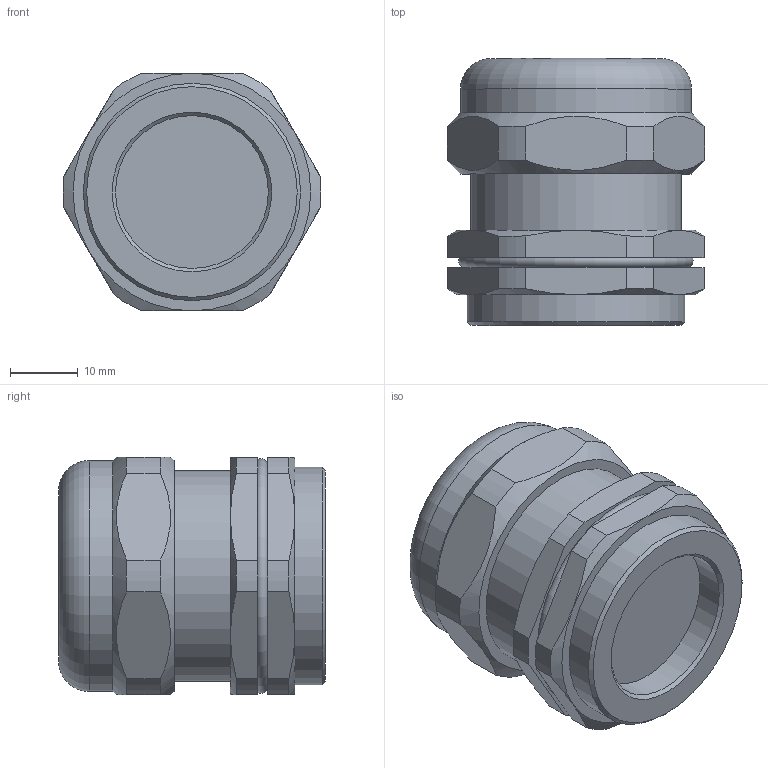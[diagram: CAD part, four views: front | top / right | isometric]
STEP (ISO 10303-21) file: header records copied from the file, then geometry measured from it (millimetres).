
FILE_DESCRIPTION(/* description */ (''),/* implementation_level */ '2;1');
FILE_NAME(/* name */ 'ГОФРОМАТИК ВК-НР-M32-22-L10.stp',/* time_stamp */ '2023-04-28T11:43:35+07:00',/* author */ ('zeta-09'),/* organization */ (''),/* preprocessor_version */ 'ST-DEVELOPER v18.1',/* originating_system */ 'Autodesk Inventor 2021',/* authorisation */ '');
FILE_SCHEMA (('AUTOMOTIVE_DESIGN { 1 0 10303 214 3 1 1 }'));
Length unit declared in the file: millimetre
Products named in the file (1): Деталь11
Bounding box: 37.98 x 39.29 x 35 mm (x, y, z)
Volume: 33545.1 mm3; surface area: 7340 mm2
Topology: 1 solids, 1 shells, 71 faces, 170 edges, 108 vertices
Faces by surface type: plane 28, cylinder 23, cone 17, torus 3
Full cylindrical faces by diameter (mm): 22.5 x1, 31 x2, 32 x1, 34 x1
Entity records: 2175 total; most frequent: CARTESIAN_POINT 422, DIRECTION 354, ORIENTED_EDGE 340, EDGE_CURVE 170, AXIS2_PLACEMENT_3D 148, VERTEX_POINT 108, EDGE_LOOP 79, CIRCLE 76
